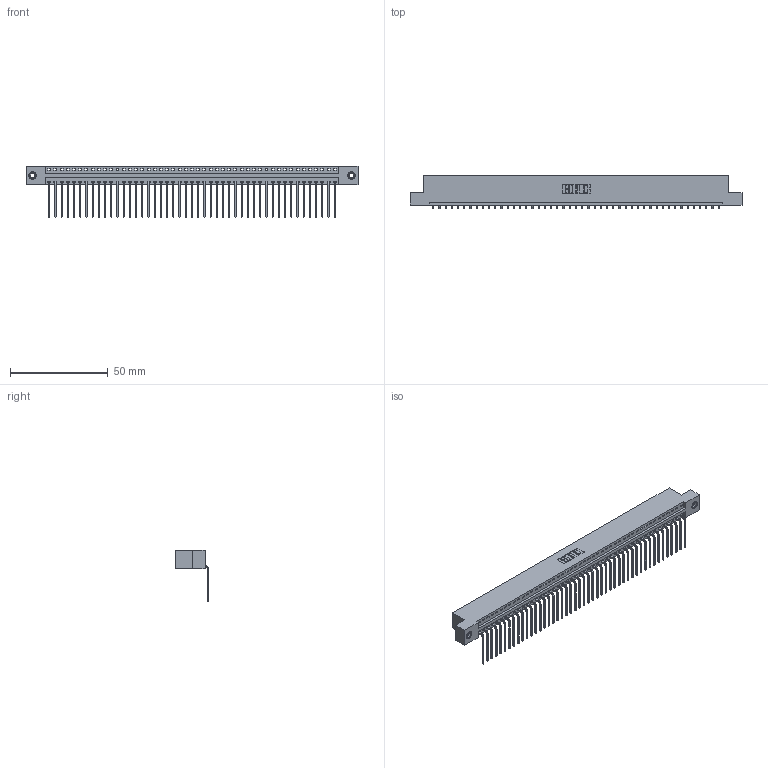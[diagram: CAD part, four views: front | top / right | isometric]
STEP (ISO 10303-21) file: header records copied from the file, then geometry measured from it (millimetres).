
FILE_DESCRIPTION (( 'STEP AP203' ), '1' );
FILE_NAME ('396-047-559-108.STEP', '2019-10-31T23:26:42', ( '' ), ( '' ), 'SwSTEP 2.0', 'SolidWorks 2016', '' );
FILE_SCHEMA (( 'CONFIG_CONTROL_DESIGN' ));
Length unit declared in the file: inch
Products named in the file (4): 346 Part_Flush Mounting Lugs - 0.156 Dia-TI; 345-292-001_558 559 Tail - 1; 345-250-001_345-250-003-102; 396-047-559-108
Assembly tree (50 placements, depth 2):
  396-047-559-108
    346 Part_Flush Mounting Lugs - 0.156 Dia-TI
    345-292-001_558 559 Tail - 1  x47
    345-250-001_345-250-003-102  x2
Bounding box: 169.8 x 17.08 x 26.16 mm (x, y, z)
Volume: 16438 mm3; surface area: 21555.4 mm2
Topology: 50 solids, 50 shells, 3002 faces, 9019 edges, 5942 vertices
Faces by surface type: plane 2082, cylinder 904, cone 12, torus 4
Entity records: 29766 total; most frequent: CARTESIAN_POINT 5084, ORIENTED_EDGE 5058, DIRECTION 4505, EDGE_CURVE 2529, VECTOR 2189, LINE 2189, VERTEX_POINT 1680, AXIS2_PLACEMENT_3D 1158
